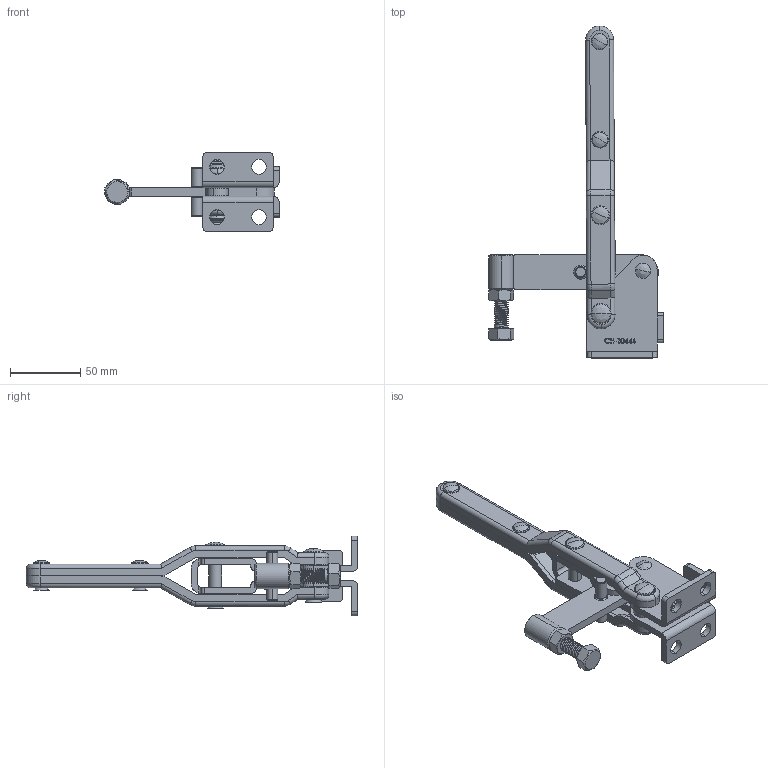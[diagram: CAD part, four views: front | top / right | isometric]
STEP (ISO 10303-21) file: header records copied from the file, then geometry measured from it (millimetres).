
FILE_DESCRIPTION (( 'STEP AP203' ), '1' );
FILE_NAME ('CH-10444.STEP', '2017-11-06T08:56:34', ( 'Windows' ), ( 'Microsoft' ), 'SwSTEP 2.0', 'SolidWorks 2015', '' );
FILE_SCHEMA (( 'CONFIG_CONTROL_DESIGN' ));
Length unit declared in the file: millimetre
Products named in the file (12): CH-10444-04 CONNECTING-PLATE; M10 Nut; CH-10444-01 FLANGED BASE; CH-SA-105015 SPINDLE SUPPLIED; CH-10444-08; CH-10444; CH-10444-06; CH-10444-07; CH-10444-05; CH-10444-03 HANDLE; CH-10444-02  BAR_默认<按加工>; CH-10444-09
Assembly tree (13 placements, depth 2):
  CH-10444
    CH-10444-01 FLANGED BASE
    CH-10444-08  x2
    CH-10444-06
    CH-10444-07
    CH-10444-05  x2
    CH-10444-03 HANDLE
    CH-10444-09
    CH-10444-02  BAR_默认<按加工>
    CH-10444-04 CONNECTING-PLATE
    M10 Nut
    CH-SA-105015 SPINDLE SUPPLIED
Bounding box: 124.64 x 236.8 x 57 mm (x, y, z)
Volume: 122341.3 mm3; surface area: 77697.7 mm2
Topology: 25 solids, 25 shells, 888 faces, 2333 edges, 1513 vertices
Faces by surface type: plane 340, cylinder 294, bspline 172, cone 52, torus 30
Entity records: 39006 total; most frequent: CARTESIAN_POINT 17815, ORIENTED_EDGE 4546, DIRECTION 3493, EDGE_CURVE 2273, VERTEX_POINT 1486, LINE 1233, VECTOR 1233, AXIS2_PLACEMENT_3D 1130
